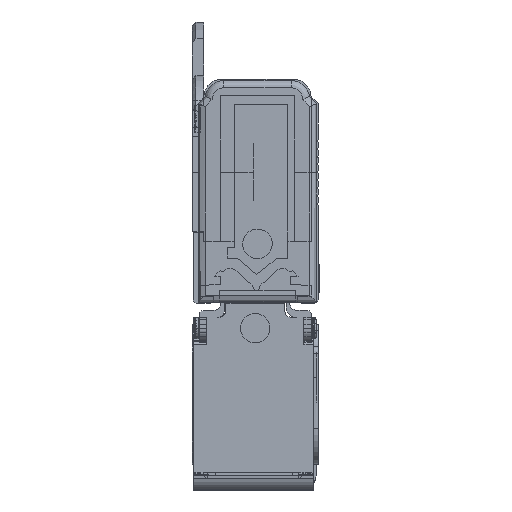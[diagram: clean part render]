
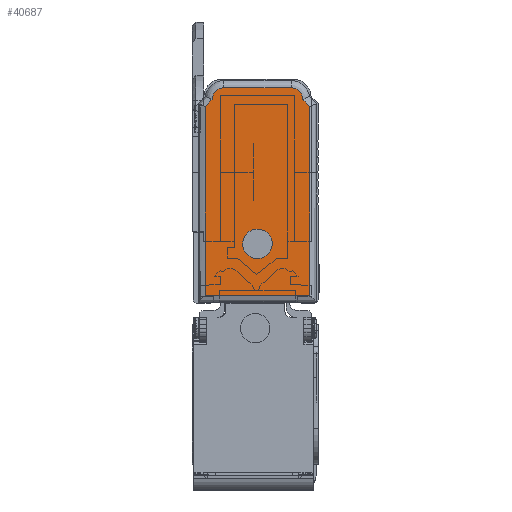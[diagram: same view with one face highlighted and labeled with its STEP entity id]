
A CAD part, front view. The second image highlights one B-rep face of the part: STEP entity #40687.
In plain terms, the highlighted planar face has unit normal (0, -1, 0).
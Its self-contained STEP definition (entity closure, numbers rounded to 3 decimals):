
#40448=AXIS2_PLACEMENT_3D('Circle Axis2P3D',#40446,#40447,$) ;
#40489=AXIS2_PLACEMENT_3D('Circle Axis2P3D',#40487,#40488,$) ;
#40657=AXIS2_PLACEMENT_3D('Plane Axis2P3D',#40654,#40655,#40656) ;
#40671=AXIS2_PLACEMENT_3D('Circle Axis2P3D',#40669,#40670,$) ;
#40680=AXIS2_PLACEMENT_3D('Circle Axis2P3D',#40678,#40679,$) ;
#39842=CARTESIAN_POINT('Vertex',(7.3,0.,18.886)) ;
#39852=CARTESIAN_POINT('Vertex',(6.33,0.,19.855)) ;
#39855=CARTESIAN_POINT('Line Origine',(6.963,0.,19.222)) ;
#39885=CARTESIAN_POINT('Vertex',(7.3,0.,-7.5)) ;
#39888=CARTESIAN_POINT('Line Origine',(7.3,0.,5.39)) ;
#39918=CARTESIAN_POINT('Vertex',(-7.3,0.,-7.5)) ;
#39921=CARTESIAN_POINT('Line Origine',(0.,0.,-7.5)) ;
#39945=CARTESIAN_POINT('Vertex',(-7.3,0.,18.886)) ;
#39948=CARTESIAN_POINT('Line Origine',(-7.3,0.,5.39)) ;
#40443=CARTESIAN_POINT('Vertex',(4.731,0.,21.5)) ;
#40446=CARTESIAN_POINT('Axis2P3D Location',(4.731,0.,19.9)) ;
#40467=CARTESIAN_POINT('Vertex',(-4.731,0.,21.5)) ;
#40470=CARTESIAN_POINT('Line Origine',(0.,0.,21.5)) ;
#40487=CARTESIAN_POINT('Axis2P3D Location',(-4.731,0.,19.9)) ;
#40491=CARTESIAN_POINT('Vertex',(-6.33,0.,19.855)) ;
#40514=CARTESIAN_POINT('Line Origine',(-6.963,0.,19.222)) ;
#40654=CARTESIAN_POINT('Axis2P3D Location',(0.,0.,0.)) ;
#40669=CARTESIAN_POINT('Axis2P3D Location',(0.,0.,-0.3)) ;
#40673=CARTESIAN_POINT('Vertex',(-1.814,0.,0.691)) ;
#40675=CARTESIAN_POINT('Vertex',(1.814,0.,-1.291)) ;
#40678=CARTESIAN_POINT('Axis2P3D Location',(0.,0.,-0.3)) ;
#39856=DIRECTION('Vector Direction',(-0.707,0.,0.707)) ;
#39889=DIRECTION('Vector Direction',(0.,0.,1.)) ;
#39922=DIRECTION('Vector Direction',(1.,0.,0.)) ;
#39949=DIRECTION('Vector Direction',(0.,0.,-1.)) ;
#40447=DIRECTION('Axis2P3D Direction',(0.,1.,-0.)) ;
#40471=DIRECTION('Vector Direction',(-1.,0.,0.)) ;
#40488=DIRECTION('Axis2P3D Direction',(-0.,1.,0.)) ;
#40515=DIRECTION('Vector Direction',(0.707,0.,0.707)) ;
#40655=DIRECTION('Axis2P3D Direction',(0.,1.,0.)) ;
#40656=DIRECTION('Axis2P3D XDirection',(0.,0.,1.)) ;
#40670=DIRECTION('Axis2P3D Direction',(0.,1.,0.)) ;
#40679=DIRECTION('Axis2P3D Direction',(0.,1.,0.)) ;
#39857=VECTOR('Line Direction',#39856,1.) ;
#39890=VECTOR('Line Direction',#39889,1.) ;
#39923=VECTOR('Line Direction',#39922,1.) ;
#39950=VECTOR('Line Direction',#39949,1.) ;
#40472=VECTOR('Line Direction',#40471,1.) ;
#40516=VECTOR('Line Direction',#40515,1.) ;
#40660=ORIENTED_EDGE('',*,*,#39859,.F.) ;
#40661=ORIENTED_EDGE('',*,*,#40450,.F.) ;
#40662=ORIENTED_EDGE('',*,*,#40474,.F.) ;
#40663=ORIENTED_EDGE('',*,*,#40493,.F.) ;
#40664=ORIENTED_EDGE('',*,*,#40518,.F.) ;
#40665=ORIENTED_EDGE('',*,*,#39952,.F.) ;
#40666=ORIENTED_EDGE('',*,*,#39925,.F.) ;
#40667=ORIENTED_EDGE('',*,*,#39892,.F.) ;
#40684=ORIENTED_EDGE('',*,*,#40677,.T.) ;
#40685=ORIENTED_EDGE('',*,*,#40682,.T.) ;
#40686=FACE_BOUND('',#40683,.T.) ;
#40687=ADVANCED_FACE('\X2\FF8EFF9EFF83FF9EFF68FF70\X0\.2',(#40668,#40686),#40658,.F.) ;
#40449=CIRCLE('generated circle',#40448,1.6) ;
#40490=CIRCLE('generated circle',#40489,1.6) ;
#40672=CIRCLE('generated circle',#40671,2.067) ;
#40681=CIRCLE('generated circle',#40680,2.067) ;
#39859=EDGE_CURVE('',#39853,#39843,#39858,.F.) ;
#39892=EDGE_CURVE('',#39843,#39886,#39891,.F.) ;
#39925=EDGE_CURVE('',#39886,#39919,#39924,.F.) ;
#39952=EDGE_CURVE('',#39919,#39946,#39951,.F.) ;
#40450=EDGE_CURVE('',#40444,#39853,#40449,.T.) ;
#40474=EDGE_CURVE('',#40468,#40444,#40473,.F.) ;
#40493=EDGE_CURVE('',#40492,#40468,#40490,.T.) ;
#40518=EDGE_CURVE('',#39946,#40492,#40517,.T.) ;
#40677=EDGE_CURVE('',#40674,#40676,#40672,.T.) ;
#40682=EDGE_CURVE('',#40676,#40674,#40681,.T.) ;
#40659=EDGE_LOOP('',(#40660,#40661,#40662,#40663,#40664,#40665,#40666,#40667)) ;
#40683=EDGE_LOOP('',(#40684,#40685)) ;
#40668=FACE_OUTER_BOUND('',#40659,.T.) ;
#39858=LINE('Line',#39855,#39857) ;
#39891=LINE('Line',#39888,#39890) ;
#39924=LINE('Line',#39921,#39923) ;
#39951=LINE('Line',#39948,#39950) ;
#40473=LINE('Line',#40470,#40472) ;
#40517=LINE('Line',#40514,#40516) ;
#40658=PLANE('Plane',#40657) ;
#39843=VERTEX_POINT('',#39842) ;
#39853=VERTEX_POINT('',#39852) ;
#39886=VERTEX_POINT('',#39885) ;
#39919=VERTEX_POINT('',#39918) ;
#39946=VERTEX_POINT('',#39945) ;
#40444=VERTEX_POINT('',#40443) ;
#40468=VERTEX_POINT('',#40467) ;
#40492=VERTEX_POINT('',#40491) ;
#40674=VERTEX_POINT('',#40673) ;
#40676=VERTEX_POINT('',#40675) ;
